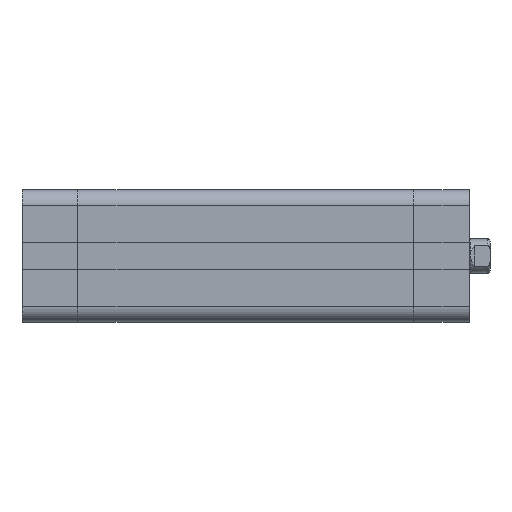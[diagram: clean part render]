
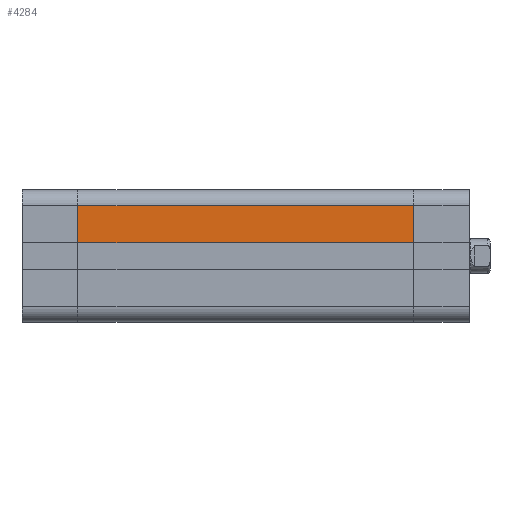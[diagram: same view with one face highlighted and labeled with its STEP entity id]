
A CAD part, front view. The second image highlights one B-rep face of the part: STEP entity #4284.
In plain terms, the highlighted planar face has unit normal (0, -1, 0).
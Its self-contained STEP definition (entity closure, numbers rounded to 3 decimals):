
#19 = EDGE_LOOP ( 'NONE', ( #1946, #2159, #2127, #2120 ) ) ;
#1815 = LINE ( 'NONE', #6311, #1821 ) ;
#1816 = LINE ( 'NONE', #6309, #1819 ) ;
#1819 = VECTOR ( 'NONE', #6312, 1000. ) ;
#1820 = VECTOR ( 'NONE', #6327, 1000. ) ;
#1821 = VECTOR ( 'NONE', #6315, 1000. ) ;
#1824 = LINE ( 'NONE', #6320, #1828 ) ;
#1828 = VECTOR ( 'NONE', #6324, 1000. ) ;
#1830 = LINE ( 'NONE', #6321, #1820 ) ;
#1946 = ORIENTED_EDGE ( 'NONE', *, *, #3698, .T. ) ;
#2120 = ORIENTED_EDGE ( 'NONE', *, *, #3692, .T. ) ;
#2127 = ORIENTED_EDGE ( 'NONE', *, *, #3691, .F. ) ;
#2159 = ORIENTED_EDGE ( 'NONE', *, *, #3696, .F. ) ;
#2833 = CARTESIAN_POINT ( 'NONE',  ( -11., -14.5, -73.5 ) ) ;
#2834 = PLANE ( 'NONE',  #4670 ) ;
#2836 = DIRECTION ( 'NONE',  ( 0., -1., 0. ) ) ;
#2837 = DIRECTION ( 'NONE',  ( 0., 0., -1. ) ) ;
#3405 = VERTEX_POINT ( 'NONE', #5995 ) ;
#3500 = VERTEX_POINT ( 'NONE', #6089 ) ;
#3566 = VERTEX_POINT ( 'NONE', #6156 ) ;
#3625 = VERTEX_POINT ( 'NONE', #6215 ) ;
#3691 = EDGE_CURVE ( 'NONE', #3500, #3625, #1816, .T. ) ;
#3692 = EDGE_CURVE ( 'NONE', #3500, #3566, #1815, .T. ) ;
#3696 = EDGE_CURVE ( 'NONE', #3625, #3405, #1824, .T. ) ;
#3698 = EDGE_CURVE ( 'NONE', #3566, #3405, #1830, .T. ) ;
#4284 = ADVANCED_FACE ( 'NONE', ( #7987 ), #2834, .T. ) ;
#4670 = AXIS2_PLACEMENT_3D ( 'NONE', #2833, #2836, #2837 ) ;
#5995 = CARTESIAN_POINT ( 'NONE',  ( -2.85, -14.5, 0. ) ) ;
#6089 = CARTESIAN_POINT ( 'NONE',  ( -11., -14.5, -73.5 ) ) ;
#6156 = CARTESIAN_POINT ( 'NONE',  ( -2.85, -14.5, -73.5 ) ) ;
#6215 = CARTESIAN_POINT ( 'NONE',  ( -11., -14.5, 0. ) ) ;
#6309 = CARTESIAN_POINT ( 'NONE',  ( -11., -14.5, -73.5 ) ) ;
#6311 = CARTESIAN_POINT ( 'NONE',  ( -11., -14.5, -73.5 ) ) ;
#6312 = DIRECTION ( 'NONE',  ( 0., 0., 1. ) ) ;
#6315 = DIRECTION ( 'NONE',  ( 1., 0., 0. ) ) ;
#6320 = CARTESIAN_POINT ( 'NONE',  ( -11., -14.5, 0. ) ) ;
#6321 = CARTESIAN_POINT ( 'NONE',  ( -2.85, -14.5, -73.5 ) ) ;
#6324 = DIRECTION ( 'NONE',  ( 1., 0., 0. ) ) ;
#6327 = DIRECTION ( 'NONE',  ( 0., 0., 1. ) ) ;
#7987 = FACE_OUTER_BOUND ( 'NONE', #19, .T. ) ;
